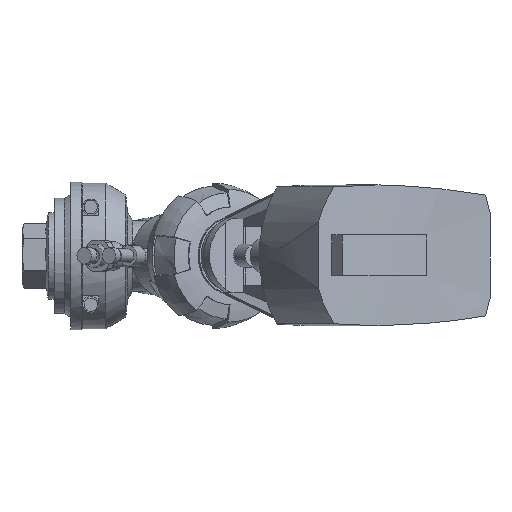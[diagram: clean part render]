
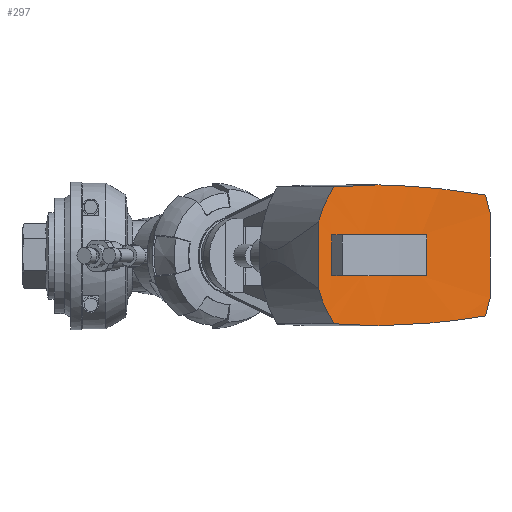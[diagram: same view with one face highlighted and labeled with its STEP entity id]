
A CAD part, top view. The second image highlights one B-rep face of the part: STEP entity #297.
In plain terms, the highlighted cylindrical face has radius 566 mm (diameter 1132 mm), a partial arc.
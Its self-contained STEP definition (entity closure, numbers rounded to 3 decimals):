
#297 = ADVANCED_FACE( '', ( #825, #826 ), #827, .T. );
#825 = FACE_BOUND( '', #1640, .T. );
#826 = FACE_OUTER_BOUND( '', #1641, .T. );
#827 = CYLINDRICAL_SURFACE( '', #1642, 566. );
#1640 = EDGE_LOOP( '', ( #2675, #2676, #2677, #2678 ) );
#1641 = EDGE_LOOP( '', ( #2679, #2680, #2681, #2682, #2683, #2684, #2685, #2686, #2687, #2688 ) );
#1642 = AXIS2_PLACEMENT_3D( '', #2689, #2690, #2691 );
#2675 = ORIENTED_EDGE( '', *, *, #4969, .F. );
#2676 = ORIENTED_EDGE( '', *, *, #4970, .T. );
#2677 = ORIENTED_EDGE( '', *, *, #4971, .T. );
#2678 = ORIENTED_EDGE( '', *, *, #4972, .F. );
#2679 = ORIENTED_EDGE( '', *, *, #4973, .T. );
#2680 = ORIENTED_EDGE( '', *, *, #4974, .T. );
#2681 = ORIENTED_EDGE( '', *, *, #4975, .T. );
#2682 = ORIENTED_EDGE( '', *, *, #4976, .T. );
#2683 = ORIENTED_EDGE( '', *, *, #4977, .T. );
#2684 = ORIENTED_EDGE( '', *, *, #4978, .T. );
#2685 = ORIENTED_EDGE( '', *, *, #4979, .T. );
#2686 = ORIENTED_EDGE( '', *, *, #4980, .T. );
#2687 = ORIENTED_EDGE( '', *, *, #4981, .T. );
#2688 = ORIENTED_EDGE( '', *, *, #4982, .F. );
#2689 = CARTESIAN_POINT( '', ( -84.34, -137.18, -166.081 ) );
#2690 = DIRECTION( '', ( 0., -1., 0. ) );
#2691 = DIRECTION( '', ( 0.5, 0., 0.866 ) );
#4969 = EDGE_CURVE( '', #5888, #5889, #5890, .F. );
#4970 = EDGE_CURVE( '', #5888, #5891, #5892, .T. );
#4971 = EDGE_CURVE( '', #5891, #5893, #5894, .F. );
#4972 = EDGE_CURVE( '', #5889, #5893, #5895, .T. );
#4973 = EDGE_CURVE( '', #5896, #5897, #5898, .T. );
#4974 = EDGE_CURVE( '', #5897, #5899, #5900, .T. );
#4975 = EDGE_CURVE( '', #5899, #5901, #5902, .T. );
#4976 = EDGE_CURVE( '', #5901, #5903, #5904, .T. );
#4977 = EDGE_CURVE( '', #5903, #5905, #5906, .T. );
#4978 = EDGE_CURVE( '', #5905, #5907, #5908, .T. );
#4979 = EDGE_CURVE( '', #5907, #5909, #5910, .T. );
#4980 = EDGE_CURVE( '', #5909, #5911, #5912, .T. );
#4981 = EDGE_CURVE( '', #5911, #5913, #5914, .T. );
#4982 = EDGE_CURVE( '', #5896, #5913, #5915, .T. );
#5888 = VERTEX_POINT( '', #7231 );
#5889 = VERTEX_POINT( '', #7232 );
#5890 = CIRCLE( '', #7233, 566. );
#5891 = VERTEX_POINT( '', #7234 );
#5892 = LINE( '', #7235, #7236 );
#5893 = VERTEX_POINT( '', #7237 );
#5894 = CIRCLE( '', #7238, 566. );
#5895 = LINE( '', #7239, #7240 );
#5896 = VERTEX_POINT( '', #7241 );
#5897 = VERTEX_POINT( '', #7242 );
#5898 = B_SPLINE_CURVE_WITH_KNOTS( '', 3, ( #7243, #7244, #7245, #7246, #7247, #7248 ), .UNSPECIFIED., .F., .F., ( 4, 2, 4 ), ( 0., 0.017, 0.035 ), .UNSPECIFIED. );
#5899 = VERTEX_POINT( '', #7249 );
#5900 = B_SPLINE_CURVE_WITH_KNOTS( '', 3, ( #7250, #7251, #7252, #7253 ), .UNSPECIFIED., .F., .F., ( 4, 4 ), ( 0., 0.043 ), .UNSPECIFIED. );
#5901 = VERTEX_POINT( '', #7254 );
#5902 = B_SPLINE_CURVE_WITH_KNOTS( '', 3, ( #7255, #7256, #7257, #7258, #7259, #7260 ), .UNSPECIFIED., .F., .F., ( 4, 2, 4 ), ( 0., 0.058, 0.116 ), .UNSPECIFIED. );
#5903 = VERTEX_POINT( '', #7261 );
#5904 = B_SPLINE_CURVE_WITH_KNOTS( '', 3, ( #7262, #7263, #7264, #7265 ), .UNSPECIFIED., .F., .F., ( 4, 4 ), ( 0., 0.016 ), .UNSPECIFIED. );
#5905 = VERTEX_POINT( '', #7266 );
#5906 = LINE( '', #7267, #7268 );
#5907 = VERTEX_POINT( '', #7269 );
#5908 = B_SPLINE_CURVE_WITH_KNOTS( '', 3, ( #7270, #7271, #7272, #7273 ), .UNSPECIFIED., .F., .F., ( 4, 4 ), ( 0., 0.016 ), .UNSPECIFIED. );
#5909 = VERTEX_POINT( '', #7274 );
#5910 = B_SPLINE_CURVE_WITH_KNOTS( '', 3, ( #7275, #7276, #7277, #7278, #7279, #7280 ), .UNSPECIFIED., .F., .F., ( 4, 2, 4 ), ( 0., 0.058, 0.116 ), .UNSPECIFIED. );
#5911 = VERTEX_POINT( '', #7281 );
#5912 = B_SPLINE_CURVE_WITH_KNOTS( '', 3, ( #7282, #7283, #7284, #7285 ), .UNSPECIFIED., .F., .F., ( 4, 4 ), ( 0., 0.043 ), .UNSPECIFIED. );
#5913 = VERTEX_POINT( '', #7286 );
#5914 = B_SPLINE_CURVE_WITH_KNOTS( '', 3, ( #7287, #7288, #7289, #7290, #7291, #7292 ), .UNSPECIFIED., .F., .F., ( 4, 2, 4 ), ( 0., 0.017, 0.035 ), .UNSPECIFIED. );
#5915 = LINE( '', #7293, #7294 );
#7231 = CARTESIAN_POINT( '', ( 150.271, -18., 349.006 ) );
#7232 = CARTESIAN_POINT( '', ( 228.932, -18., 305.318 ) );
#7233 = AXIS2_PLACEMENT_3D( '', #10105, #10106, #10107 );
#7234 = CARTESIAN_POINT( '', ( 150.271, 18., 349.006 ) );
#7235 = CARTESIAN_POINT( '', ( 150.271, -18., 349.006 ) );
#7236 = VECTOR( '', #10108, 1000. );
#7237 = CARTESIAN_POINT( '', ( 228.932, 18., 305.318 ) );
#7238 = AXIS2_PLACEMENT_3D( '', #10109, #10110, #10111 );
#7239 = CARTESIAN_POINT( '', ( 228.932, -18., 305.318 ) );
#7240 = VECTOR( '', #10112, 1000. );
#7241 = CARTESIAN_POINT( '', ( 138.379, -29.267, 354.258 ) );
#7242 = CARTESIAN_POINT( '', ( 152.222, -60.299, 348.112 ) );
#7243 = CARTESIAN_POINT( '', ( 138.379, -29.267, 354.258 ) );
#7244 = CARTESIAN_POINT( '', ( 139.899, -34.864, 353.607 ) );
#7245 = CARTESIAN_POINT( '', ( 141.827, -40.243, 352.775 ) );
#7246 = CARTESIAN_POINT( '', ( 146.448, -50.586, 350.736 ) );
#7247 = CARTESIAN_POINT( '', ( 149.14, -55.55, 349.53 ) );
#7248 = CARTESIAN_POINT( '', ( 152.222, -60.299, 348.112 ) );
#7249 = CARTESIAN_POINT( '', ( 190.824, -61.999, 328.531 ) );
#7250 = CARTESIAN_POINT( '', ( 152.222, -60.299, 348.112 ) );
#7251 = CARTESIAN_POINT( '', ( 165.328, -61.182, 342.083 ) );
#7252 = CARTESIAN_POINT( '', ( 178.196, -61.75, 335.557 ) );
#7253 = CARTESIAN_POINT( '', ( 190.824, -61.999, 328.531 ) );
#7254 = CARTESIAN_POINT( '', ( 285.66, -53.148, 262.237 ) );
#7255 = CARTESIAN_POINT( '', ( 190.824, -61.999, 328.531 ) );
#7256 = CARTESIAN_POINT( '', ( 207.841, -61.656, 319.064 ) );
#7257 = CARTESIAN_POINT( '', ( 224.243, -60.735, 308.793 ) );
#7258 = CARTESIAN_POINT( '', ( 255.849, -57.774, 286.688 ) );
#7259 = CARTESIAN_POINT( '', ( 271.054, -55.735, 274.854 ) );
#7260 = CARTESIAN_POINT( '', ( 285.66, -53.148, 262.237 ) );
#7261 = CARTESIAN_POINT( '', ( 289.417, -37.672, 258.963 ) );
#7262 = CARTESIAN_POINT( '', ( 285.66, -53.148, 262.237 ) );
#7263 = CARTESIAN_POINT( '', ( 287.128, -48.079, 260.969 ) );
#7264 = CARTESIAN_POINT( '', ( 288.379, -42.921, 259.875 ) );
#7265 = CARTESIAN_POINT( '', ( 289.417, -37.672, 258.963 ) );
#7266 = CARTESIAN_POINT( '', ( 289.417, 37.672, 258.963 ) );
#7267 = CARTESIAN_POINT( '', ( 289.417, -137.18, 258.963 ) );
#7268 = VECTOR( '', #10113, 1000. );
#7269 = CARTESIAN_POINT( '', ( 285.66, 53.148, 262.237 ) );
#7270 = CARTESIAN_POINT( '', ( 289.417, 37.672, 258.963 ) );
#7271 = CARTESIAN_POINT( '', ( 288.379, 42.921, 259.875 ) );
#7272 = CARTESIAN_POINT( '', ( 287.128, 48.079, 260.969 ) );
#7273 = CARTESIAN_POINT( '', ( 285.66, 53.148, 262.237 ) );
#7274 = CARTESIAN_POINT( '', ( 190.824, 61.999, 328.531 ) );
#7275 = CARTESIAN_POINT( '', ( 285.66, 53.148, 262.237 ) );
#7276 = CARTESIAN_POINT( '', ( 271.054, 55.735, 274.854 ) );
#7277 = CARTESIAN_POINT( '', ( 255.849, 57.774, 286.688 ) );
#7278 = CARTESIAN_POINT( '', ( 224.243, 60.735, 308.793 ) );
#7279 = CARTESIAN_POINT( '', ( 207.841, 61.656, 319.064 ) );
#7280 = CARTESIAN_POINT( '', ( 190.824, 61.999, 328.531 ) );
#7281 = CARTESIAN_POINT( '', ( 152.222, 60.299, 348.112 ) );
#7282 = CARTESIAN_POINT( '', ( 190.824, 61.999, 328.531 ) );
#7283 = CARTESIAN_POINT( '', ( 178.196, 61.75, 335.557 ) );
#7284 = CARTESIAN_POINT( '', ( 165.328, 61.182, 342.083 ) );
#7285 = CARTESIAN_POINT( '', ( 152.222, 60.299, 348.112 ) );
#7286 = CARTESIAN_POINT( '', ( 138.379, 29.267, 354.258 ) );
#7287 = CARTESIAN_POINT( '', ( 152.222, 60.299, 348.112 ) );
#7288 = CARTESIAN_POINT( '', ( 149.14, 55.55, 349.53 ) );
#7289 = CARTESIAN_POINT( '', ( 146.448, 50.586, 350.736 ) );
#7290 = CARTESIAN_POINT( '', ( 141.827, 40.243, 352.775 ) );
#7291 = CARTESIAN_POINT( '', ( 139.899, 34.864, 353.607 ) );
#7292 = CARTESIAN_POINT( '', ( 138.379, 29.267, 354.258 ) );
#7293 = CARTESIAN_POINT( '', ( 138.379, -137.18, 354.258 ) );
#7294 = VECTOR( '', #10114, 1000. );
#10105 = CARTESIAN_POINT( '', ( -84.34, -18., -166.081 ) );
#10106 = DIRECTION( '', ( 0., -1., 0. ) );
#10107 = DIRECTION( '', ( -0.5, 0., -0.866 ) );
#10108 = DIRECTION( '', ( 0., 1., 0. ) );
#10109 = CARTESIAN_POINT( '', ( -84.34, 18., -166.081 ) );
#10110 = DIRECTION( '', ( 0., -1., 0. ) );
#10111 = DIRECTION( '', ( -0.5, 0., -0.866 ) );
#10112 = DIRECTION( '', ( 0., 1., 0. ) );
#10113 = DIRECTION( '', ( 0., 1., 0. ) );
#10114 = DIRECTION( '', ( 0., 1., 0. ) );
